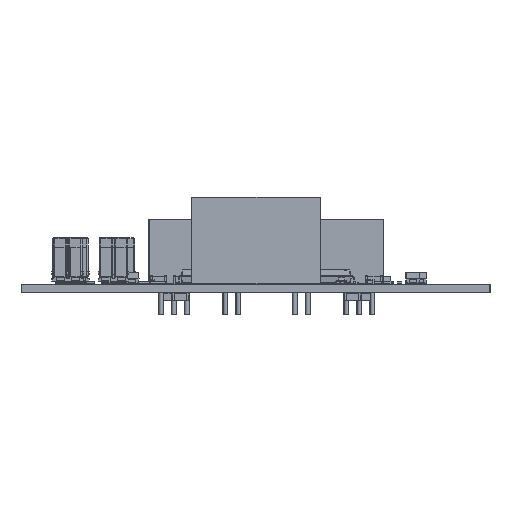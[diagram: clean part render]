
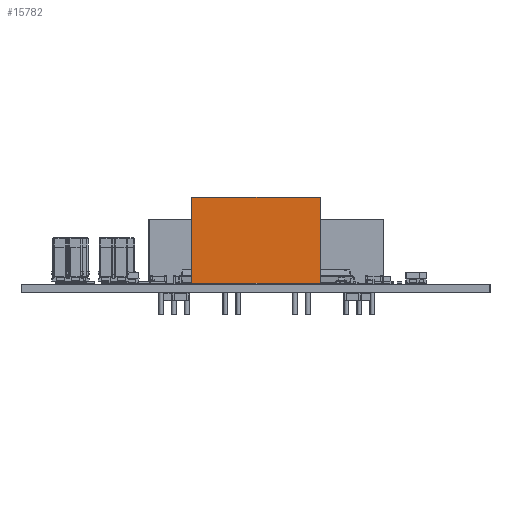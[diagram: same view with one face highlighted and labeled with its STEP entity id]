
A CAD part, left-side view. The second image highlights one B-rep face of the part: STEP entity #15782.
In plain terms, the highlighted face is planar.
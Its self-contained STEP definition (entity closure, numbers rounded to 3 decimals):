
#15757 = VERTEX_POINT('',#15758);
#15758 = CARTESIAN_POINT('',(12.65,-3.9,17.1));
#15764 = EDGE_CURVE('',#15765,#15757,#15767,.T.);
#15765 = VERTEX_POINT('',#15766);
#15766 = CARTESIAN_POINT('',(12.65,-3.9,0.1));
#15767 = LINE('',#15768,#15769);
#15768 = CARTESIAN_POINT('',(12.65,-3.9,0.1));
#15769 = VECTOR('',#15770,1.);
#15770 = DIRECTION('',(0.,0.,1.));
#15782 = ADVANCED_FACE('',(#15783),#15808,.T.);
#15783 = FACE_BOUND('',#15784,.T.);
#15784 = EDGE_LOOP('',(#15785,#15786,#15794,#15802));
#15785 = ORIENTED_EDGE('',*,*,#15764,.T.);
#15786 = ORIENTED_EDGE('',*,*,#15787,.T.);
#15787 = EDGE_CURVE('',#15757,#15788,#15790,.T.);
#15788 = VERTEX_POINT('',#15789);
#15789 = CARTESIAN_POINT('',(-12.65,-3.9,17.1));
#15790 = LINE('',#15791,#15792);
#15791 = CARTESIAN_POINT('',(12.65,-3.9,17.1));
#15792 = VECTOR('',#15793,1.);
#15793 = DIRECTION('',(-1.,0.,0.));
#15794 = ORIENTED_EDGE('',*,*,#15795,.F.);
#15795 = EDGE_CURVE('',#15796,#15788,#15798,.T.);
#15796 = VERTEX_POINT('',#15797);
#15797 = CARTESIAN_POINT('',(-12.65,-3.9,0.1));
#15798 = LINE('',#15799,#15800);
#15799 = CARTESIAN_POINT('',(-12.65,-3.9,0.1));
#15800 = VECTOR('',#15801,1.);
#15801 = DIRECTION('',(0.,0.,1.));
#15802 = ORIENTED_EDGE('',*,*,#15803,.F.);
#15803 = EDGE_CURVE('',#15765,#15796,#15804,.T.);
#15804 = LINE('',#15805,#15806);
#15805 = CARTESIAN_POINT('',(12.65,-3.9,0.1));
#15806 = VECTOR('',#15807,1.);
#15807 = DIRECTION('',(-1.,0.,0.));
#15808 = PLANE('',#15809);
#15809 = AXIS2_PLACEMENT_3D('',#15810,#15811,#15812);
#15810 = CARTESIAN_POINT('',(12.65,-3.9,0.1));
#15811 = DIRECTION('',(0.,-1.,0.));
#15812 = DIRECTION('',(-1.,0.,0.));
